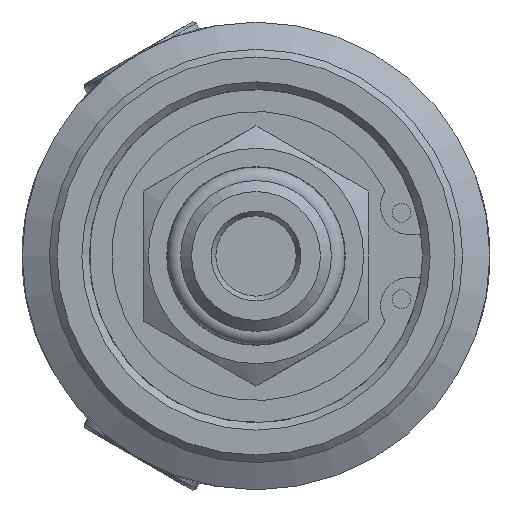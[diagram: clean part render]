
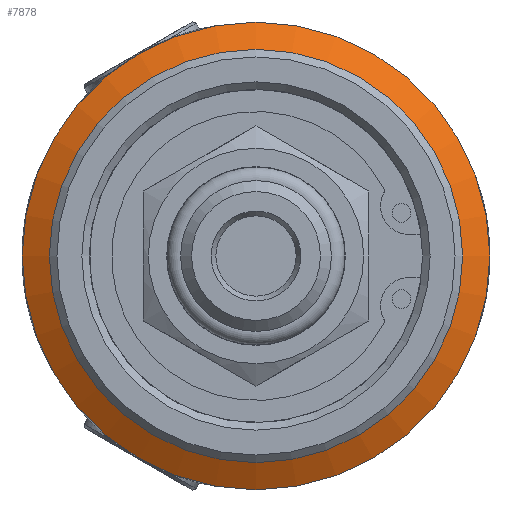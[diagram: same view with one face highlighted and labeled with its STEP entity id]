
A CAD part, left-side view. The second image highlights one B-rep face of the part: STEP entity #7878.
In plain terms, the highlighted conical face has half-angle 60 degrees and reference radius 23.312 mm.
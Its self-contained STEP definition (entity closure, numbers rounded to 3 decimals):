
#14=CONICAL_SURFACE('',#8381,23.312,1.047);
#1088=LINE('',#56145,#1530);
#1530=VECTOR('',#9685,23.312);
#2300=FACE_OUTER_BOUND('',#2784,.T.);
#2784=EDGE_LOOP('',(#6880,#6881,#6882,#6883,#6884,#6885));
#3083=CIRCLE('',#8313,24.75);
#3084=CIRCLE('',#8314,24.75);
#3115=CIRCLE('',#8382,21.874);
#3116=CIRCLE('',#8383,21.874);
#3775=VERTEX_POINT('',#55765);
#3776=VERTEX_POINT('',#55767);
#3840=VERTEX_POINT('',#56144);
#3841=VERTEX_POINT('',#56146);
#4816=EDGE_CURVE('',#3775,#3776,#3083,.T.);
#4817=EDGE_CURVE('',#3776,#3775,#3084,.T.);
#4904=EDGE_CURVE('',#3775,#3840,#1088,.T.);
#4905=EDGE_CURVE('',#3840,#3841,#3115,.T.);
#4906=EDGE_CURVE('',#3841,#3840,#3116,.T.);
#6880=ORIENTED_EDGE('',*,*,#4817,.F.);
#6881=ORIENTED_EDGE('',*,*,#4816,.F.);
#6882=ORIENTED_EDGE('',*,*,#4904,.T.);
#6883=ORIENTED_EDGE('',*,*,#4905,.T.);
#6884=ORIENTED_EDGE('',*,*,#4906,.T.);
#6885=ORIENTED_EDGE('',*,*,#4904,.F.);
#7878=ADVANCED_FACE('',(#2300),#14,.T.);
#8313=AXIS2_PLACEMENT_3D('',#55768,#9515,#9516);
#8314=AXIS2_PLACEMENT_3D('',#55769,#9517,#9518);
#8381=AXIS2_PLACEMENT_3D('',#56143,#9683,#9684);
#8382=AXIS2_PLACEMENT_3D('',#56147,#9686,#9687);
#8383=AXIS2_PLACEMENT_3D('',#56148,#9688,#9689);
#9515=DIRECTION('center_axis',(1.,0.,0.));
#9516=DIRECTION('ref_axis',(0.,1.,0.));
#9517=DIRECTION('center_axis',(1.,0.,0.));
#9518=DIRECTION('ref_axis',(0.,1.,0.));
#9683=DIRECTION('center_axis',(1.,0.,0.));
#9684=DIRECTION('ref_axis',(0.,1.,0.));
#9685=DIRECTION('',(-0.5,0.866,0.));
#9686=DIRECTION('center_axis',(1.,0.,0.));
#9687=DIRECTION('ref_axis',(0.,1.,0.));
#9688=DIRECTION('center_axis',(1.,0.,0.));
#9689=DIRECTION('ref_axis',(0.,1.,0.));
#55765=CARTESIAN_POINT('',(37.66,-24.75,0.));
#55767=CARTESIAN_POINT('',(37.66,24.75,0.));
#55768=CARTESIAN_POINT('Origin',(37.66,0.,0.));
#55769=CARTESIAN_POINT('Origin',(37.66,0.,0.));
#56143=CARTESIAN_POINT('Origin',(36.83,0.,0.));
#56144=CARTESIAN_POINT('',(36.,-21.874,0.));
#56145=CARTESIAN_POINT('',(36.83,-23.312,0.));
#56146=CARTESIAN_POINT('',(36.,21.874,0.));
#56147=CARTESIAN_POINT('Origin',(36.,0.,0.));
#56148=CARTESIAN_POINT('Origin',(36.,0.,0.));
